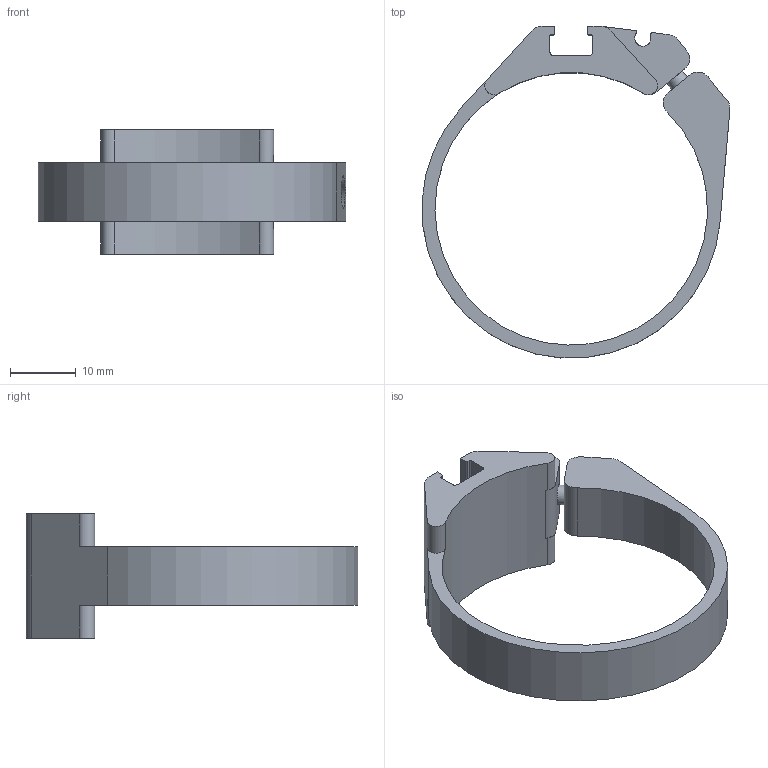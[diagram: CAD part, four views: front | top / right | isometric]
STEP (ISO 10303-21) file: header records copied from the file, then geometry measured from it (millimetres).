
FILE_DESCRIPTION(/* description */ ('SMBR-Mounting kit'),/* implementation_level */ '2;1');
FILE_NAME(/* name */ 'ipf_z3d_AM000044.stp',/* time_stamp */ '2018-05-29T08:45:18+02:00',/* author */ ('g.aydin'),/* organization */ ('FESTO'),/* preprocessor_version */ 'ST-DEVELOPER v15.2',/* originating_system */ 'Autodesk Inventor 2014',/* authorisation */ '');
FILE_SCHEMA (('AUTOMOTIVE_DESIGN { 1 0 10303 214 3 1 1 }'));
Length unit declared in the file: millimetre
Products named in the file (1): ipf_z3d_AM000044
Bounding box: 46.98 x 50.65 x 19 mm (x, y, z)
Volume: 5384.4 mm3; surface area: 4836.2 mm2
Topology: 1 solids, 1 shells, 73 faces, 196 edges, 130 vertices
Faces by surface type: plane 37, cylinder 32, cone 3, torus 1
Full cylindrical faces by diameter (mm): 3 x2, 3.1 x2, 4.9 x1, 6.2 x1
Entity records: 2336 total; most frequent: CARTESIAN_POINT 484, DIRECTION 400, ORIENTED_EDGE 362, EDGE_CURVE 181, AXIS2_PLACEMENT_3D 151, VERTEX_POINT 125, LINE 98, VECTOR 98
